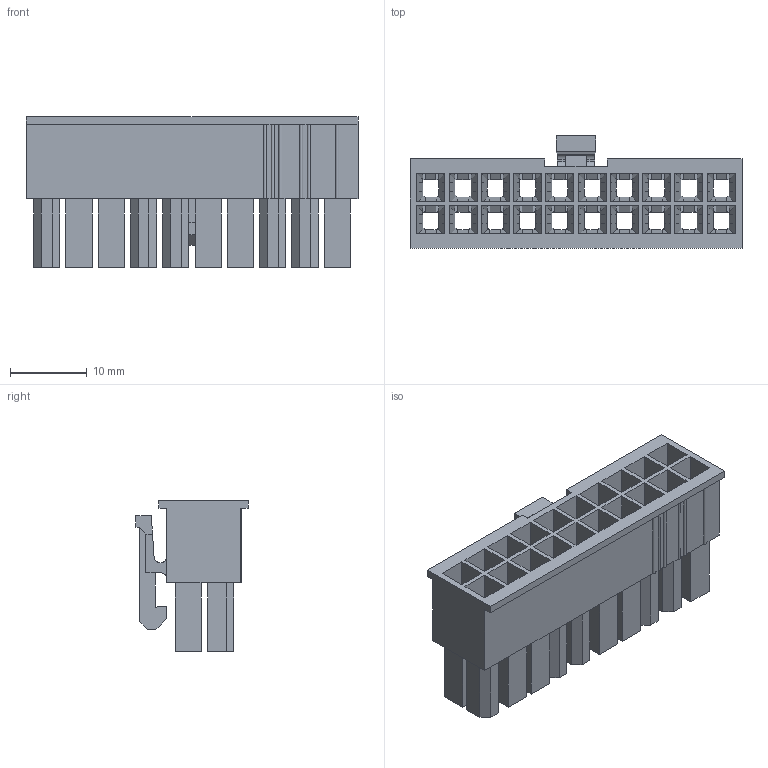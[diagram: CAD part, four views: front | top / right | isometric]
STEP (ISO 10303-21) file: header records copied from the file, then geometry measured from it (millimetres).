
FILE_DESCRIPTION(/* description */ ('Unknown'),/* implementation_level */ '2;1');
FILE_NAME(/* name */ '649020113322',/* time_stamp */ '2019-08-21T08:23:14+02:00',/* author */ ('Unknown'),/* organization */ ('Unknown'),/* preprocessor_version */ 'ST-DEVELOPER v16.7',/* originating_system */ 'DEX',/* authorisation */ $);
FILE_SCHEMA (('AP203_CONFIGURATION_CONTROLLED_3D_DESIGN_OF_MECHANICAL_PARTS_AND_ASSEMBLIES_MIM_LF { 1 0 10303 203 3 1 4 }','AUTOMOTIVE_DESIGN {1 0 10303 214 3 1 1}'));
Length unit declared in the file: millimetre
Products named in the file (2): 6490xx113322; 649020113322
Assembly tree (1 placements, depth 2):
  6490xx113322
    649020113322
Bounding box: 43.2 x 14.6 x 19.6 mm (x, y, z)
Volume: 3223.7 mm3; surface area: 9060.2 mm2
Topology: 1 solids, 1 shells, 1238 faces, 3244 edges, 2028 vertices
Faces by surface type: plane 1227, cylinder 11
Entity records: 36873 total; most frequent: CARTESIAN_POINT 6512, ORIENTED_EDGE 6488, DIRECTION 5748, EDGE_CURVE 3244, LINE 3220, VECTOR 3220, VERTEX_POINT 2028, EDGE_LOOP 1300
